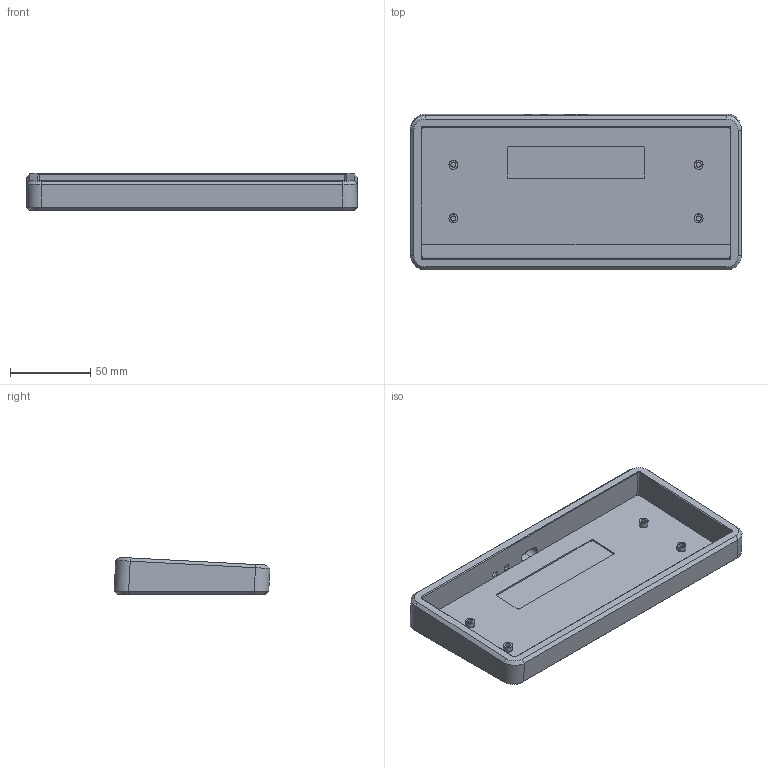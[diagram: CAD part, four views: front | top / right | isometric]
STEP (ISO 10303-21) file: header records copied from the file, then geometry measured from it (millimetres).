
FILE_DESCRIPTION(/* description */ (''),/* implementation_level */ '2;1');
FILE_NAME(/* name */ 'Willis the MFR2.step',/* time_stamp */ '2024-10-21T18:22:21-07:00',/* author */ (''),/* organization */ (''),/* preprocessor_version */ 'ST-DEVELOPER v20',/* originating_system */ 'Autodesk Translation Framework v13.20.0.188',/* authorisation */ '');
FILE_SCHEMA (('AUTOMOTIVE_DESIGN { 1 0 10303 214 3 1 1 }'));
Length unit declared in the file: millimetre
Products named in the file (1): Willis the MFR2
Bounding box: 205.5 x 96.84 x 23.17 mm (x, y, z)
Volume: 120633.4 mm3; surface area: 60598.8 mm2
Topology: 1 solids, 1 shells, 122 faces, 283 edges, 172 vertices
Faces by surface type: plane 62, cylinder 32, cone 20, bspline 8
Full cylindrical faces by diameter (mm): 3.2 x4, 5.5 x4
Entity records: 3603 total; most frequent: CARTESIAN_POINT 794, DIRECTION 579, ORIENTED_EDGE 566, EDGE_CURVE 283, AXIS2_PLACEMENT_3D 197, LINE 185, VECTOR 185, VERTEX_POINT 172
